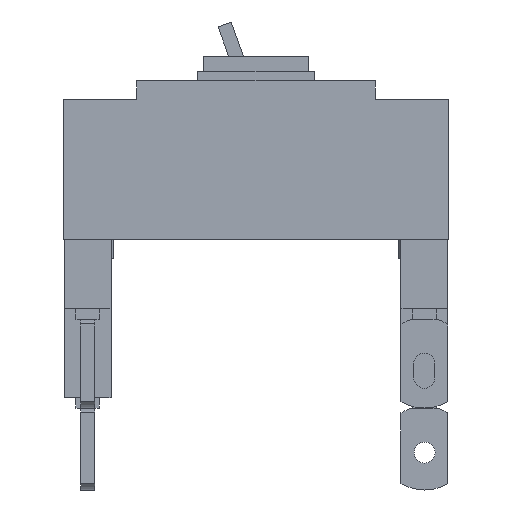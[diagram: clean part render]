
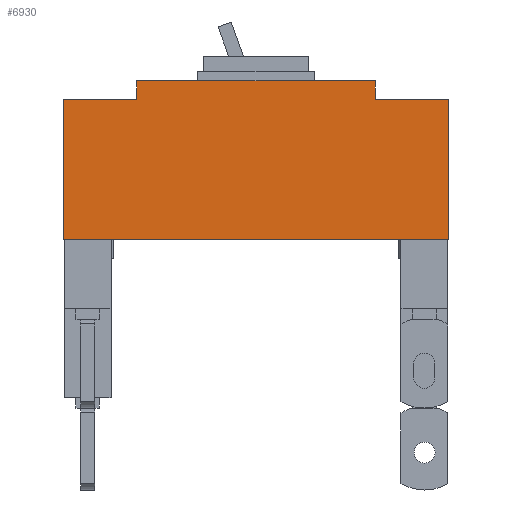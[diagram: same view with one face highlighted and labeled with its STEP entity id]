
A CAD part, left-side view. The second image highlights one B-rep face of the part: STEP entity #6930.
In plain terms, the highlighted planar face has unit normal (-1, 0, 0).
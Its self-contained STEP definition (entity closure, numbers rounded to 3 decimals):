
#6220=CARTESIAN_POINT('',(0.,48.361,0.));
#6230=DIRECTION('',(1.,-0.,0.));
#6240=DIRECTION('',(0.,0.,-1.));
#6250=AXIS2_PLACEMENT_3D('',#6220,#6230,#6240);
#6260=PLANE('',#6250);
#6270=CARTESIAN_POINT('',(0.,31.5,0.));
#6280=DIRECTION('',(0.,0.,-1.));
#6290=VECTOR('',#6280,1.);
#6300=LINE('',#6270,#6290);
#6310=CARTESIAN_POINT('',(0.,31.5,0.));
#6320=VERTEX_POINT('',#6310);
#6330=CARTESIAN_POINT('',(0.,31.5,-8.));
#6340=VERTEX_POINT('',#6330);
#6350=EDGE_CURVE('',#6320,#6340,#6300,.T.);
#6360=ORIENTED_EDGE('',*,*,#6350,.F.);
#6370=CARTESIAN_POINT('',(0.,0.,-8.));
#6380=DIRECTION('',(0.,-1.,0.));
#6390=VECTOR('',#6380,1.);
#6400=LINE('',#6370,#6390);
#6410=CARTESIAN_POINT('',(0.,0.,-8.));
#6420=VERTEX_POINT('',#6410);
#6430=EDGE_CURVE('',#6340,#6420,#6400,.T.);
#6440=ORIENTED_EDGE('',*,*,#6430,.F.);
#6450=CARTESIAN_POINT('',(0.,0.,0.));
#6460=DIRECTION('',(0.,0.,-1.));
#6470=VECTOR('',#6460,1.);
#6480=LINE('',#6450,#6470);
#6490=CARTESIAN_POINT('',(0.,0.,-68.));
#6500=VERTEX_POINT('',#6490);
#6510=EDGE_CURVE('',#6420,#6500,#6480,.T.);
#6520=ORIENTED_EDGE('',*,*,#6510,.F.);
#6530=CARTESIAN_POINT('',(0.,0.,-68.));
#6540=DIRECTION('',(0.,1.,0.));
#6550=VECTOR('',#6540,1.);
#6560=LINE('',#6530,#6550);
#6570=CARTESIAN_POINT('',(0.,165.,-68.));
#6580=VERTEX_POINT('',#6570);
#6590=EDGE_CURVE('',#6500,#6580,#6560,.T.);
#6600=ORIENTED_EDGE('',*,*,#6590,.F.);
#6610=CARTESIAN_POINT('',(0.,165.,0.));
#6620=DIRECTION('',(0.,0.,1.));
#6630=VECTOR('',#6620,1.);
#6640=LINE('',#6610,#6630);
#6650=CARTESIAN_POINT('',(0.,165.,-8.));
#6660=VERTEX_POINT('',#6650);
#6670=EDGE_CURVE('',#6580,#6660,#6640,.T.);
#6680=ORIENTED_EDGE('',*,*,#6670,.F.);
#6690=CARTESIAN_POINT('',(0.,0.,-8.));
#6700=DIRECTION('',(0.,-1.,0.));
#6710=VECTOR('',#6700,1.);
#6720=LINE('',#6690,#6710);
#6730=CARTESIAN_POINT('',(0.,133.5,-8.));
#6740=VERTEX_POINT('',#6730);
#6750=EDGE_CURVE('',#6660,#6740,#6720,.T.);
#6760=ORIENTED_EDGE('',*,*,#6750,.F.);
#6770=CARTESIAN_POINT('',(0.,133.5,0.));
#6780=DIRECTION('',(0.,0.,1.));
#6790=VECTOR('',#6780,1.);
#6800=LINE('',#6770,#6790);
#6810=CARTESIAN_POINT('',(0.,133.5,0.));
#6820=VERTEX_POINT('',#6810);
#6830=EDGE_CURVE('',#6740,#6820,#6800,.T.);
#6840=ORIENTED_EDGE('',*,*,#6830,.F.);
#6850=CARTESIAN_POINT('',(0.,0.,0.));
#6860=DIRECTION('',(0.,-1.,0.));
#6870=VECTOR('',#6860,1.);
#6880=LINE('',#6850,#6870);
#6890=EDGE_CURVE('',#6820,#6320,#6880,.T.);
#6900=ORIENTED_EDGE('',*,*,#6890,.F.);
#6910=EDGE_LOOP('',(#6900,#6840,#6760,#6680,#6600,#6520,#6440,#6360));
#6920=FACE_OUTER_BOUND('',#6910,.T.);
#6930=ADVANCED_FACE('',(#6920),#6260,.F.);
